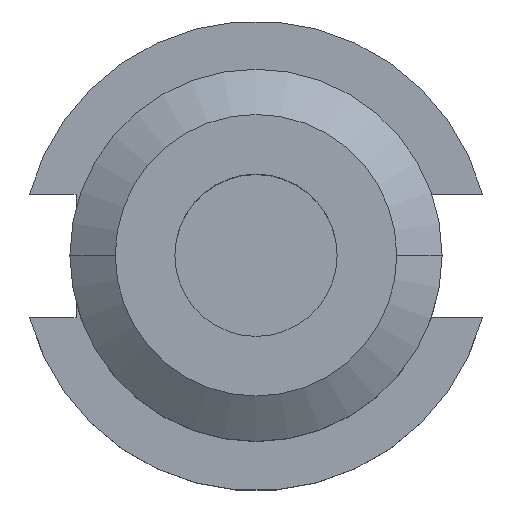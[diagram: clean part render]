
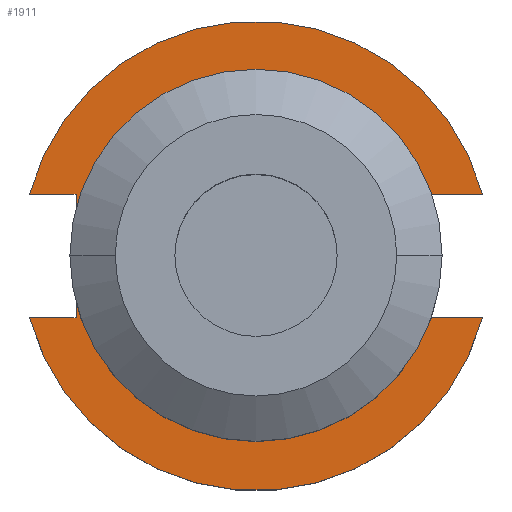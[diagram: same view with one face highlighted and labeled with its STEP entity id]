
A CAD part, top view. The second image highlights one B-rep face of the part: STEP entity #1911.
In plain terms, the highlighted planar face has unit normal (0, 0, 1).
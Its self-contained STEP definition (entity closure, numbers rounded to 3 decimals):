
#77 = CARTESIAN_POINT ( 'NONE',  ( 35.306, 12.954, 19.05 ) ) ;
#123 = ORIENTED_EDGE ( 'NONE', *, *, #1572, .F. ) ;
#129 = LINE ( 'NONE', #333, #1603 ) ;
#159 = VERTEX_POINT ( 'NONE', #346 ) ;
#173 = AXIS2_PLACEMENT_3D ( 'NONE', #1888, #699, #1729 ) ;
#188 = DIRECTION ( 'NONE',  ( 0., 0., 1. ) ) ;
#267 = LINE ( 'NONE', #77, #1787 ) ;
#280 = CARTESIAN_POINT ( 'NONE',  ( 35.306, -12.954, 19.05 ) ) ;
#284 = LINE ( 'NONE', #1740, #1365 ) ;
#313 = LINE ( 'NONE', #958, #660 ) ;
#333 = CARTESIAN_POINT ( 'NONE',  ( -63.719, -12.954, 19.05 ) ) ;
#337 = EDGE_CURVE ( 'NONE', #481, #985, #605, .T. ) ;
#346 = CARTESIAN_POINT ( 'NONE',  ( 35.306, 5.455, 19.05 ) ) ;
#374 = ORIENTED_EDGE ( 'NONE', *, *, #957, .F. ) ;
#398 = CARTESIAN_POINT ( 'NONE',  ( 35.306, -5.455, 19.05 ) ) ;
#435 = CARTESIAN_POINT ( 'NONE',  ( -37.719, 12.954, 19.05 ) ) ;
#463 = VERTEX_POINT ( 'NONE', #584 ) ;
#466 = CARTESIAN_POINT ( 'NONE',  ( 35.306, 12.954, 19.05 ) ) ;
#481 = VERTEX_POINT ( 'NONE', #1488 ) ;
#486 = DIRECTION ( 'NONE',  ( 0., 0., 1. ) ) ;
#501 = DIRECTION ( 'NONE',  ( 1., 0., 0. ) ) ;
#550 = CARTESIAN_POINT ( 'NONE',  ( -37.719, -12.954, 19.05 ) ) ;
#554 = CARTESIAN_POINT ( 'NONE',  ( -37.719, 12.954, 19.05 ) ) ;
#562 = CARTESIAN_POINT ( 'NONE',  ( 35.306, -12.954, 19.05 ) ) ;
#569 = CARTESIAN_POINT ( 'NONE',  ( 0., 0., 19.05 ) ) ;
#570 = EDGE_CURVE ( 'NONE', #776, #463, #1562, .T. ) ;
#584 = CARTESIAN_POINT ( 'NONE',  ( 47.477, -12.954, 19.05 ) ) ;
#602 = DIRECTION ( 'NONE',  ( 0., -1., 0. ) ) ;
#605 = CIRCLE ( 'NONE', #173, 49.212 ) ;
#656 = VECTOR ( 'NONE', #706, 1000. ) ;
#659 = AXIS2_PLACEMENT_3D ( 'NONE', #1789, #188, #1211 ) ;
#660 = VECTOR ( 'NONE', #1549, 1000. ) ;
#674 = VECTOR ( 'NONE', #1460, 1000. ) ;
#675 = VERTEX_POINT ( 'NONE', #398 ) ;
#699 = DIRECTION ( 'NONE',  ( 0., 0., 1. ) ) ;
#706 = DIRECTION ( 'NONE',  ( 1., 0., 0. ) ) ;
#718 = DIRECTION ( 'NONE',  ( 0., 0., -1. ) ) ;
#730 = EDGE_CURVE ( 'NONE', #675, #159, #1236, .T. ) ;
#766 = PLANE ( 'NONE',  #659 ) ;
#776 = VERTEX_POINT ( 'NONE', #1843 ) ;
#813 = ORIENTED_EDGE ( 'NONE', *, *, #730, .T. ) ;
#857 = DIRECTION ( 'NONE',  ( -1., 0., 0. ) ) ;
#860 = DIRECTION ( 'NONE',  ( 0., -1., 0. ) ) ;
#921 = EDGE_CURVE ( 'NONE', #1557, #985, #313, .T. ) ;
#953 = ORIENTED_EDGE ( 'NONE', *, *, #1622, .F. ) ;
#957 = EDGE_CURVE ( 'NONE', #1539, #159, #267, .T. ) ;
#958 = CARTESIAN_POINT ( 'NONE',  ( -63.719, 12.954, 19.05 ) ) ;
#985 = VERTEX_POINT ( 'NONE', #1245 ) ;
#1034 = FACE_OUTER_BOUND ( 'NONE', #1895, .T. ) ;
#1049 = VERTEX_POINT ( 'NONE', #550 ) ;
#1088 = LINE ( 'NONE', #466, #1429 ) ;
#1140 = CARTESIAN_POINT ( 'NONE',  ( 35.306, 12.954, 19.05 ) ) ;
#1211 = DIRECTION ( 'NONE',  ( 1., 0., 0. ) ) ;
#1220 = VERTEX_POINT ( 'NONE', #280 ) ;
#1236 = CIRCLE ( 'NONE', #1247, 35.725 ) ;
#1245 = CARTESIAN_POINT ( 'NONE',  ( -47.477, 12.954, 19.05 ) ) ;
#1247 = AXIS2_PLACEMENT_3D ( 'NONE', #569, #718, #1611 ) ;
#1292 = EDGE_CURVE ( 'NONE', #776, #1049, #129, .T. ) ;
#1354 = CARTESIAN_POINT ( 'NONE',  ( 0., 0., 19.05 ) ) ;
#1365 = VECTOR ( 'NONE', #857, 1000. ) ;
#1377 = LINE ( 'NONE', #435, #674 ) ;
#1426 = ORIENTED_EDGE ( 'NONE', *, *, #337, .T. ) ;
#1429 = VECTOR ( 'NONE', #602, 1000. ) ;
#1460 = DIRECTION ( 'NONE',  ( 0., 1., 0. ) ) ;
#1488 = CARTESIAN_POINT ( 'NONE',  ( 47.477, 12.954, 19.05 ) ) ;
#1502 = ORIENTED_EDGE ( 'NONE', *, *, #1292, .F. ) ;
#1510 = DIRECTION ( 'NONE',  ( 1., 0., 0. ) ) ;
#1529 = ORIENTED_EDGE ( 'NONE', *, *, #921, .F. ) ;
#1539 = VERTEX_POINT ( 'NONE', #1140 ) ;
#1549 = DIRECTION ( 'NONE',  ( -1., 0., 0. ) ) ;
#1557 = VERTEX_POINT ( 'NONE', #554 ) ;
#1562 = CIRCLE ( 'NONE', #1583, 49.212 ) ;
#1570 = ORIENTED_EDGE ( 'NONE', *, *, #1863, .F. ) ;
#1572 = EDGE_CURVE ( 'NONE', #1220, #463, #1837, .T. ) ;
#1583 = AXIS2_PLACEMENT_3D ( 'NONE', #1354, #486, #1510 ) ;
#1603 = VECTOR ( 'NONE', #501, 1000. ) ;
#1611 = DIRECTION ( 'NONE',  ( 1., 0., 0. ) ) ;
#1622 = EDGE_CURVE ( 'NONE', #1049, #1557, #1377, .T. ) ;
#1664 = EDGE_CURVE ( 'NONE', #481, #1539, #284, .T. ) ;
#1729 = DIRECTION ( 'NONE',  ( 1., 0., 0. ) ) ;
#1740 = CARTESIAN_POINT ( 'NONE',  ( 35.306, 12.954, 19.05 ) ) ;
#1765 = ORIENTED_EDGE ( 'NONE', *, *, #570, .T. ) ;
#1787 = VECTOR ( 'NONE', #860, 1000. ) ;
#1789 = CARTESIAN_POINT ( 'NONE',  ( 0., 49.212, 19.05 ) ) ;
#1820 = ORIENTED_EDGE ( 'NONE', *, *, #1664, .F. ) ;
#1837 = LINE ( 'NONE', #562, #656 ) ;
#1843 = CARTESIAN_POINT ( 'NONE',  ( -47.477, -12.954, 19.05 ) ) ;
#1863 = EDGE_CURVE ( 'NONE', #675, #1220, #1088, .T. ) ;
#1888 = CARTESIAN_POINT ( 'NONE',  ( 0., 0., 19.05 ) ) ;
#1895 = EDGE_LOOP ( 'NONE', ( #1570, #813, #374, #1820, #1426, #1529, #953, #1502, #1765, #123 ) ) ;
#1911 = ADVANCED_FACE ( 'NONE', ( #1034 ), #766, .T. ) ;
